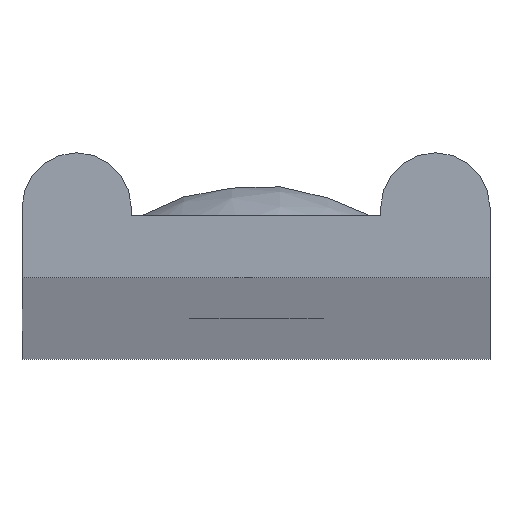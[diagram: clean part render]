
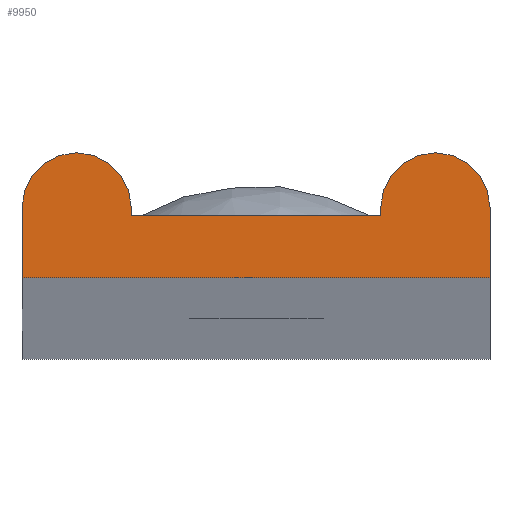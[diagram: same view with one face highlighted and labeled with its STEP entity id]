
A CAD part, top view. The second image highlights one B-rep face of the part: STEP entity #9950.
In plain terms, the highlighted planar face has unit normal (0, 0, 1).
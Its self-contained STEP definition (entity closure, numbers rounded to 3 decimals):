
#266 = AXIS2_PLACEMENT_3D ( 'NONE', #3849, #13227, #12137 ) ;
#305 = LINE ( 'NONE', #10194, #4553 ) ;
#605 = EDGE_CURVE ( 'NONE', #10205, #10674, #4280, .T. ) ;
#739 = CARTESIAN_POINT ( 'NONE',  ( -11.5, 4.5, 1500. ) ) ;
#875 = LINE ( 'NONE', #13823, #11421 ) ;
#1281 = CARTESIAN_POINT ( 'NONE',  ( -15., 0., 1500. ) ) ;
#1639 = CARTESIAN_POINT ( 'NONE',  ( -15., 4.5, 1500. ) ) ;
#1738 = VERTEX_POINT ( 'NONE', #10210 ) ;
#2055 = CARTESIAN_POINT ( 'NONE',  ( 8., 4., 1500. ) ) ;
#2099 = VERTEX_POINT ( 'NONE', #10626 ) ;
#2119 = DIRECTION ( 'NONE',  ( 0., -1., 0. ) ) ;
#2200 = VECTOR ( 'NONE', #5134, 1000. ) ;
#2816 = VERTEX_POINT ( 'NONE', #1281 ) ;
#2934 = ORIENTED_EDGE ( 'NONE', *, *, #10996, .T. ) ;
#3327 = VERTEX_POINT ( 'NONE', #11774 ) ;
#3500 = CARTESIAN_POINT ( 'NONE',  ( 8., 4.5, 1500. ) ) ;
#3523 = VECTOR ( 'NONE', #6798, 1000. ) ;
#3802 = AXIS2_PLACEMENT_3D ( 'NONE', #10156, #12554, #9995 ) ;
#3849 = CARTESIAN_POINT ( 'NONE',  ( 11.5, 4.5, 1500. ) ) ;
#4081 = PLANE ( 'NONE',  #13159 ) ;
#4153 = EDGE_CURVE ( 'NONE', #10674, #3327, #10332, .T. ) ;
#4280 = LINE ( 'NONE', #2055, #3523 ) ;
#4300 = EDGE_LOOP ( 'NONE', ( #13731, #14328, #7447, #7648, #2934, #15061, #9373, #5764 ) ) ;
#4543 = FACE_OUTER_BOUND ( 'NONE', #4300, .T. ) ;
#4553 = VECTOR ( 'NONE', #5592, 1000. ) ;
#5086 = VECTOR ( 'NONE', #12153, 1000. ) ;
#5134 = DIRECTION ( 'NONE',  ( 0., 1., 0. ) ) ;
#5538 = EDGE_CURVE ( 'NONE', #2099, #1738, #11393, .T. ) ;
#5592 = DIRECTION ( 'NONE',  ( 1., 0., 0. ) ) ;
#5764 = ORIENTED_EDGE ( 'NONE', *, *, #12500, .T. ) ;
#6600 = VECTOR ( 'NONE', #7129, 1000. ) ;
#6798 = DIRECTION ( 'NONE',  ( -1., 0., 0. ) ) ;
#7129 = DIRECTION ( 'NONE',  ( 0., -1., 0. ) ) ;
#7224 = VERTEX_POINT ( 'NONE', #12284 ) ;
#7332 = CARTESIAN_POINT ( 'NONE',  ( 8., 4., 1500. ) ) ;
#7447 = ORIENTED_EDGE ( 'NONE', *, *, #14684, .T. ) ;
#7648 = ORIENTED_EDGE ( 'NONE', *, *, #13031, .T. ) ;
#7970 = EDGE_CURVE ( 'NONE', #1738, #7224, #11677, .T. ) ;
#8018 = DIRECTION ( 'NONE',  ( 0., 0., 1. ) ) ;
#8422 = CARTESIAN_POINT ( 'NONE',  ( 15., 0., 1500. ) ) ;
#9373 = ORIENTED_EDGE ( 'NONE', *, *, #7970, .T. ) ;
#9703 = LINE ( 'NONE', #3500, #6600 ) ;
#9950 = ADVANCED_FACE ( 'NONE', ( #4543 ), #4081, .T. ) ;
#9995 = DIRECTION ( 'NONE',  ( 1., 0., 0. ) ) ;
#10156 = CARTESIAN_POINT ( 'NONE',  ( -11.5, 4.5, 1500. ) ) ;
#10194 = CARTESIAN_POINT ( 'NONE',  ( -15., 0., 1500. ) ) ;
#10205 = VERTEX_POINT ( 'NONE', #7332 ) ;
#10210 = CARTESIAN_POINT ( 'NONE',  ( 15., 4.5, 1500. ) ) ;
#10332 = LINE ( 'NONE', #13522, #2200 ) ;
#10626 = CARTESIAN_POINT ( 'NONE',  ( 15., 0., 1500. ) ) ;
#10674 = VERTEX_POINT ( 'NONE', #14666 ) ;
#10955 = VERTEX_POINT ( 'NONE', #1639 ) ;
#10996 = EDGE_CURVE ( 'NONE', #2816, #2099, #305, .T. ) ;
#11328 = DIRECTION ( 'NONE',  ( 1., 0., 0. ) ) ;
#11393 = LINE ( 'NONE', #8422, #5086 ) ;
#11421 = VECTOR ( 'NONE', #2119, 1000. ) ;
#11677 = CIRCLE ( 'NONE', #266, 3.5 ) ;
#11774 = CARTESIAN_POINT ( 'NONE',  ( -8., 4.5, 1500. ) ) ;
#12137 = DIRECTION ( 'NONE',  ( -1., 0., 0. ) ) ;
#12153 = DIRECTION ( 'NONE',  ( 0., 1., 0. ) ) ;
#12284 = CARTESIAN_POINT ( 'NONE',  ( 8., 4.5, 1500. ) ) ;
#12495 = CIRCLE ( 'NONE', #3802, 3.5 ) ;
#12500 = EDGE_CURVE ( 'NONE', #7224, #10205, #9703, .T. ) ;
#12554 = DIRECTION ( 'NONE',  ( 0., 0., 1. ) ) ;
#13031 = EDGE_CURVE ( 'NONE', #10955, #2816, #875, .T. ) ;
#13159 = AXIS2_PLACEMENT_3D ( 'NONE', #739, #8018, #11328 ) ;
#13227 = DIRECTION ( 'NONE',  ( 0., 0., 1. ) ) ;
#13522 = CARTESIAN_POINT ( 'NONE',  ( -8., 4.5, 1500. ) ) ;
#13731 = ORIENTED_EDGE ( 'NONE', *, *, #605, .T. ) ;
#13823 = CARTESIAN_POINT ( 'NONE',  ( -15., 0., 1500. ) ) ;
#14328 = ORIENTED_EDGE ( 'NONE', *, *, #4153, .T. ) ;
#14666 = CARTESIAN_POINT ( 'NONE',  ( -8., 4., 1500. ) ) ;
#14684 = EDGE_CURVE ( 'NONE', #3327, #10955, #12495, .T. ) ;
#15061 = ORIENTED_EDGE ( 'NONE', *, *, #5538, .T. ) ;
